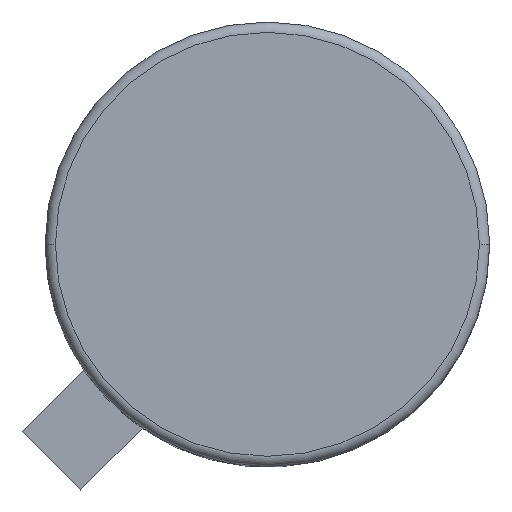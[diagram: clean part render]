
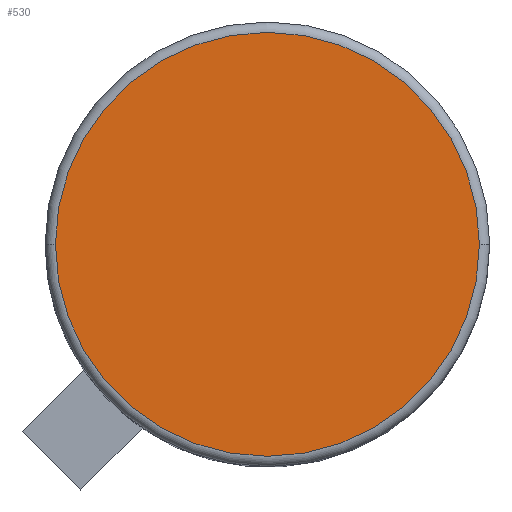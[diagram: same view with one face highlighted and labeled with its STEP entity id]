
A CAD part, top view. The second image highlights one B-rep face of the part: STEP entity #530.
In plain terms, the highlighted planar face has unit normal (0, 0, 1).
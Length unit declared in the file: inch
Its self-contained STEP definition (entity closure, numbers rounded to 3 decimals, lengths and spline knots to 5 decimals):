
#39 = DIRECTION ( 'NONE',  ( 0., 0., 1. ) ) ;
#70 = AXIS2_PLACEMENT_3D ( 'NONE', #293, #292, #291 ) ;
#87 = ORIENTED_EDGE ( 'NONE', *, *, #491, .T. ) ;
#124 = FACE_OUTER_BOUND ( 'NONE', #645, .T. ) ;
#216 = CARTESIAN_POINT ( 'NONE',  ( 0.1025, 0., 0.135 ) ) ;
#220 = CARTESIAN_POINT ( 'NONE',  ( -0.1025, 0., 0.135 ) ) ;
#244 = AXIS2_PLACEMENT_3D ( 'NONE', #341, #39, #321 ) ;
#291 = DIRECTION ( 'NONE',  ( 1., 0., 0. ) ) ;
#292 = DIRECTION ( 'NONE',  ( 0., 0., 1. ) ) ;
#293 = CARTESIAN_POINT ( 'NONE',  ( 0., 0., 0.135 ) ) ;
#294 = CIRCLE ( 'NONE', #244, 0.1025 ) ;
#299 = CIRCLE ( 'NONE', #547, 0.1025 ) ;
#309 = PLANE ( 'NONE',  #70 ) ;
#321 = DIRECTION ( 'NONE',  ( 1., 0., 0. ) ) ;
#333 = DIRECTION ( 'NONE',  ( 1., 0., 0. ) ) ;
#335 = DIRECTION ( 'NONE',  ( 0., 0., 1. ) ) ;
#341 = CARTESIAN_POINT ( 'NONE',  ( 0., 0., 0.135 ) ) ;
#342 = CARTESIAN_POINT ( 'NONE',  ( 0., 0., 0.135 ) ) ;
#491 = EDGE_CURVE ( 'NONE', #737, #745, #299, .T. ) ;
#504 = EDGE_CURVE ( 'NONE', #745, #737, #294, .T. ) ;
#530 = ADVANCED_FACE ( 'NONE', ( #124 ), #309, .T. ) ;
#547 = AXIS2_PLACEMENT_3D ( 'NONE', #342, #335, #333 ) ;
#645 = EDGE_LOOP ( 'NONE', ( #681, #87 ) ) ;
#681 = ORIENTED_EDGE ( 'NONE', *, *, #504, .T. ) ;
#737 = VERTEX_POINT ( 'NONE', #220 ) ;
#745 = VERTEX_POINT ( 'NONE', #216 ) ;
